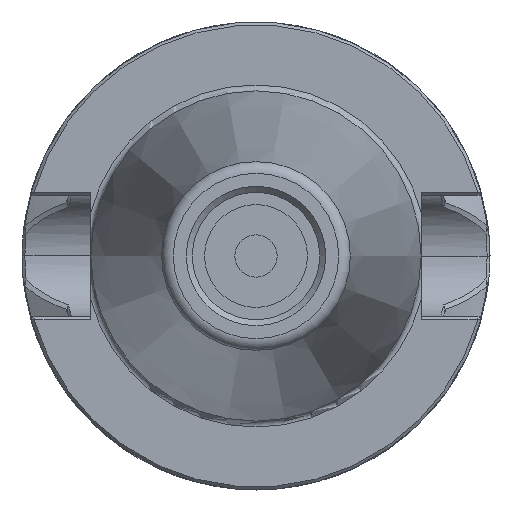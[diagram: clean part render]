
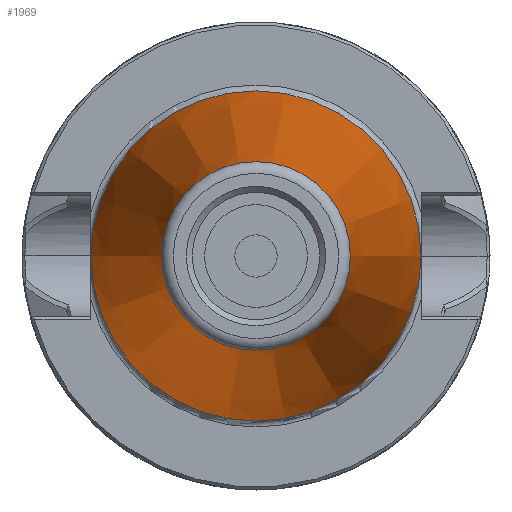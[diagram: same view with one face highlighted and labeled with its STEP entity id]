
A CAD part, left-side view. The second image highlights one B-rep face of the part: STEP entity #1969.
In plain terms, the highlighted conical face has half-angle 8.445 degrees and reference radius 17.363 mm.
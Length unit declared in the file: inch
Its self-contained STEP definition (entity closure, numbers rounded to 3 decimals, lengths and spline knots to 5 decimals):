
#209=CONICAL_SURFACE('',#2170,0.68356,0.147);
#349=LINE('',#4265,#445);
#445=VECTOR('',#2644,0.68356);
#564=FACE_OUTER_BOUND('',#675,.T.);
#675=EDGE_LOOP('',(#1770,#1771,#1772,#1773,#1774));
#749=CIRCLE('',#2171,0.875);
#750=CIRCLE('',#2172,0.50004);
#751=CIRCLE('',#2173,0.50004);
#942=VERTEX_POINT('',#4262);
#943=VERTEX_POINT('',#4264);
#944=VERTEX_POINT('',#4266);
#1224=EDGE_CURVE('',#942,#942,#749,.T.);
#1225=EDGE_CURVE('',#942,#943,#349,.T.);
#1226=EDGE_CURVE('',#944,#943,#750,.T.);
#1227=EDGE_CURVE('',#943,#944,#751,.T.);
#1770=ORIENTED_EDGE('',*,*,#1224,.T.);
#1771=ORIENTED_EDGE('',*,*,#1225,.T.);
#1772=ORIENTED_EDGE('',*,*,#1226,.F.);
#1773=ORIENTED_EDGE('',*,*,#1227,.F.);
#1774=ORIENTED_EDGE('',*,*,#1225,.F.);
#1969=ADVANCED_FACE('',(#564),#209,.T.);
#2170=AXIS2_PLACEMENT_3D('',#4261,#2640,#2641);
#2171=AXIS2_PLACEMENT_3D('',#4263,#2642,#2643);
#2172=AXIS2_PLACEMENT_3D('',#4267,#2645,#2646);
#2173=AXIS2_PLACEMENT_3D('',#4268,#2647,#2648);
#2640=DIRECTION('center_axis',(1.,0.,0.));
#2641=DIRECTION('ref_axis',(0.,-1.,0.));
#2642=DIRECTION('center_axis',(-1.,0.,0.));
#2643=DIRECTION('ref_axis',(0.,0.,1.));
#2644=DIRECTION('',(-0.989,-0.147,0.));
#2645=DIRECTION('center_axis',(-1.,0.,0.));
#2646=DIRECTION('ref_axis',(0.,1.,0.));
#2647=DIRECTION('center_axis',(-1.,0.,0.));
#2648=DIRECTION('ref_axis',(0.,1.,0.));
#4261=CARTESIAN_POINT('Origin',(-1.28937,0.,0.));
#4262=CARTESIAN_POINT('',(0.,0.875,0.));
#4263=CARTESIAN_POINT('Origin',(0.,0.,0.));
#4264=CARTESIAN_POINT('',(-2.52542,0.50004,0.));
#4265=CARTESIAN_POINT('',(-1.28937,0.68356,0.));
#4266=CARTESIAN_POINT('',(-2.52542,0.,-0.50004));
#4267=CARTESIAN_POINT('Origin',(-2.52542,0.,0.));
#4268=CARTESIAN_POINT('Origin',(-2.52542,0.,0.));
